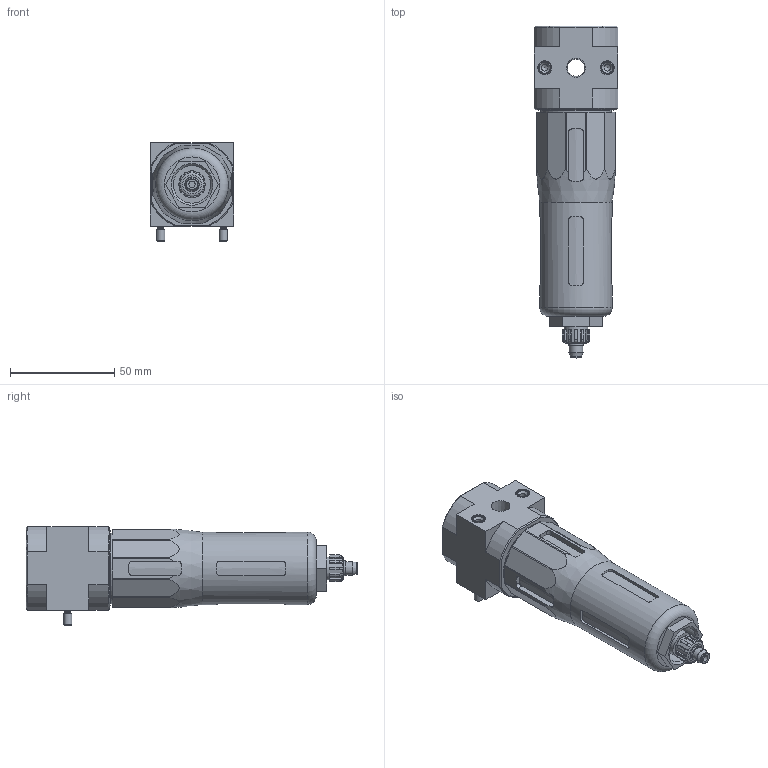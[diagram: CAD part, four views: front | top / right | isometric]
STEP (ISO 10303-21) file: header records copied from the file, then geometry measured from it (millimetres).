
FILE_DESCRIPTION(/* description */ ('STEP AP214'),/* implementation_level */ '2;1');
FILE_NAME(/* name */ '532776_LFX-D-MINI',/* time_stamp */ '2024-09-04T18:44:18+02:00',/* author */ ('License CC BY-ND 4.0'),/* organization */ ('CADENAS'),/* preprocessor_version */ 'ST-DEVELOPER v19.3',/* originating_system */ 'PARTsolutions',/* authorisation */ ' ');
FILE_SCHEMA (('AUTOMOTIVE_DESIGN { 1 0 10303 214 3 1 1 }','AUTOMOTIVE_DESIGN {1 0 10303 214 3 1 1}'));
Length unit declared in the file: millimetre
Products named in the file (4): 532776 LFX-D-MINI; 671638 LFX-D-MINI; 355622 FRB-D-MINI; 648415 LF
Assembly tree (4 placements, depth 2):
  532776 LFX-D-MINI
    671638 LFX-D-MINI
    355622 FRB-D-MINI  x2
    648415 LF
Bounding box: 40 x 159 x 47.3 mm (x, y, z)
Volume: 154858.3 mm3; surface area: 28376.2 mm2
Topology: 4 solids, 4 shells, 263 faces, 669 edges, 433 vertices
Faces by surface type: plane 130, cylinder 89, cone 34, torus 10
Full cylindrical faces by diameter (mm): 2.9 x2, 3 x1, 3.242 x2, 4 x2, 5.2 x2, 5.6 x1, 6 x2, 6.4 x1, 6.8 x1, 7.1 x1, 9 x1, 11 x1, 11.2 x1, 12.2 x1, 12.6 x1, 15.8 x1, 18 x1, 34.7 x1, 36 x1, 37 x1
Entity records: 8816 total; most frequent: CARTESIAN_POINT 1781, ORIENTED_EDGE 1180, DIRECTION 1154, EDGE_CURVE 590, AXIS2_PLACEMENT_3D 446, VERTEX_POINT 409, FACE_BOUND 319, EDGE_LOOP 318
